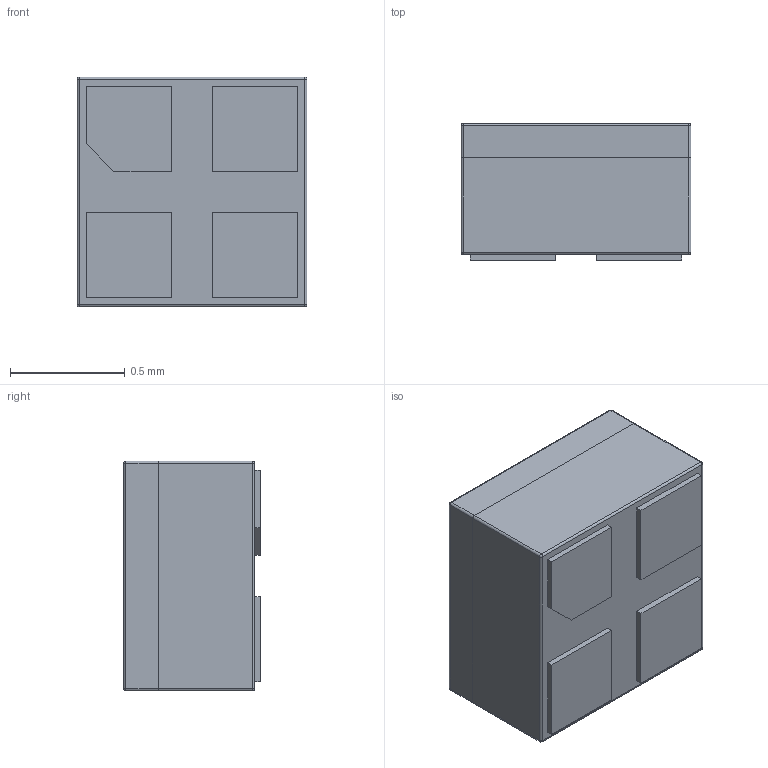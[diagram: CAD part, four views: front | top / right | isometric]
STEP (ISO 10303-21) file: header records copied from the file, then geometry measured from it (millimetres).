
FILE_DESCRIPTION (( 'STEP AP214' ), '1' );
FILE_NAME ('UHD1110-FKA-CL1A13r3q1BBQFMF3.STEP', '2021-08-02T13:38:43', ( '' ), ( '' ), 'SwSTEP 2.0', 'SolidWorks 2018', '' );
FILE_SCHEMA (( 'AUTOMOTIVE_DESIGN' ));
Length unit declared in the file: millimetre
Products named in the file (1): UHD1110-FKA-CL1A13r3q1BBQFMF3
Bounding box: 1 x 0.59 x 1 mm (x, y, z)
Volume: 0.6 mm3; surface area: 6.5 mm2
Topology: 5 solids, 5 shells, 90 faces, 203 edges, 122 vertices
Faces by surface type: plane 66, cylinder 16, sphere 8
Entity records: 2898 total; most frequent: DIRECTION 409, CARTESIAN_POINT 408, ORIENTED_EDGE 390, EDGE_CURVE 195, VECTOR 163, LINE 163, AXIS2_PLACEMENT_3D 123, VERTEX_POINT 122
